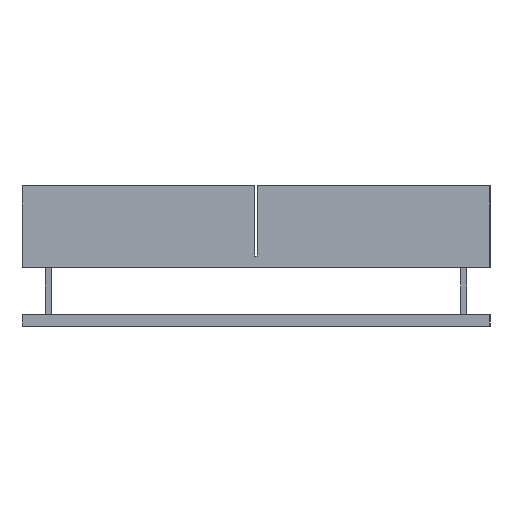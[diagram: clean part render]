
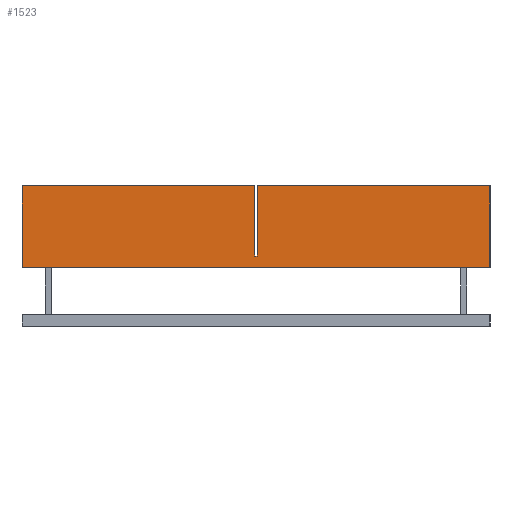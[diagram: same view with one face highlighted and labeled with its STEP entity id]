
A CAD part, left-side view. The second image highlights one B-rep face of the part: STEP entity #1523.
In plain terms, the highlighted planar face has unit normal (-1, 0, 0).
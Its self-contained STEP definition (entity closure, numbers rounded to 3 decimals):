
#88=PLANE('',#1651);
#160=FACE_OUTER_BOUND('',#245,.T.);
#245=EDGE_LOOP('',(#1413,#1414,#1415,#1416,#1417,#1418,#1419,#1420));
#380=LINE('',#2407,#557);
#389=LINE('',#2423,#566);
#401=LINE('',#2442,#578);
#410=LINE('',#2456,#587);
#415=LINE('',#2463,#592);
#418=LINE('',#2469,#595);
#424=LINE('',#2484,#601);
#425=LINE('',#2485,#602);
#557=VECTOR('',#1960,10.);
#566=VECTOR('',#1977,10.);
#578=VECTOR('',#1997,10.);
#587=VECTOR('',#2008,10.);
#592=VECTOR('',#2015,10.);
#595=VECTOR('',#2024,10.);
#601=VECTOR('',#2042,10.);
#602=VECTOR('',#2043,10.);
#776=VERTEX_POINT('',#2404);
#777=VERTEX_POINT('',#2406);
#780=VERTEX_POINT('',#2422);
#782=VERTEX_POINT('',#2439);
#783=VERTEX_POINT('',#2441);
#787=VERTEX_POINT('',#2455);
#788=VERTEX_POINT('',#2461);
#791=VERTEX_POINT('',#2483);
#964=EDGE_CURVE('',#776,#777,#380,.T.);
#973=EDGE_CURVE('',#780,#777,#389,.T.);
#985=EDGE_CURVE('',#783,#782,#401,.T.);
#994=EDGE_CURVE('',#787,#780,#410,.T.);
#999=EDGE_CURVE('',#788,#782,#415,.T.);
#1002=EDGE_CURVE('',#788,#787,#418,.T.);
#1008=EDGE_CURVE('',#791,#776,#424,.T.);
#1009=EDGE_CURVE('',#791,#783,#425,.T.);
#1413=ORIENTED_EDGE('',*,*,#973,.T.);
#1414=ORIENTED_EDGE('',*,*,#964,.F.);
#1415=ORIENTED_EDGE('',*,*,#1008,.F.);
#1416=ORIENTED_EDGE('',*,*,#1009,.T.);
#1417=ORIENTED_EDGE('',*,*,#985,.T.);
#1418=ORIENTED_EDGE('',*,*,#999,.F.);
#1419=ORIENTED_EDGE('',*,*,#1002,.T.);
#1420=ORIENTED_EDGE('',*,*,#994,.T.);
#1523=ADVANCED_FACE('',(#160),#88,.T.);
#1651=AXIS2_PLACEMENT_3D('',#2482,#2040,#2041);
#1960=DIRECTION('',(0.,-1.,0.));
#1977=DIRECTION('',(0.,0.,1.));
#1997=DIRECTION('',(0.,0.,1.));
#2008=DIRECTION('',(0.,1.,0.));
#2015=DIRECTION('',(0.,-1.,0.));
#2024=DIRECTION('',(0.,0.,-1.));
#2040=DIRECTION('center_axis',(-1.,0.,0.));
#2041=DIRECTION('ref_axis',(0.,-1.,0.));
#2042=DIRECTION('',(0.,0.,1.));
#2043=DIRECTION('',(0.,-1.,0.));
#2404=CARTESIAN_POINT('',(-40.5,20.,7.));
#2406=CARTESIAN_POINT('',(-40.5,0.1,7.));
#2407=CARTESIAN_POINT('',(-40.5,20.,7.));
#2422=CARTESIAN_POINT('',(-40.5,0.1,1.));
#2423=CARTESIAN_POINT('',(-40.5,0.1,3.5));
#2439=CARTESIAN_POINT('',(-40.5,-20.,7.));
#2441=CARTESIAN_POINT('',(-40.5,-20.,0.));
#2442=CARTESIAN_POINT('',(-40.5,-20.,0.));
#2455=CARTESIAN_POINT('',(-40.5,-0.1,1.));
#2456=CARTESIAN_POINT('',(-40.5,10.,1.));
#2461=CARTESIAN_POINT('',(-40.5,-0.1,7.));
#2463=CARTESIAN_POINT('',(-40.5,20.,7.));
#2469=CARTESIAN_POINT('',(-40.5,-0.1,3.5));
#2482=CARTESIAN_POINT('Origin',(-40.5,20.,0.));
#2483=CARTESIAN_POINT('',(-40.5,20.,0.));
#2484=CARTESIAN_POINT('',(-40.5,20.,0.));
#2485=CARTESIAN_POINT('',(-40.5,20.,0.));
